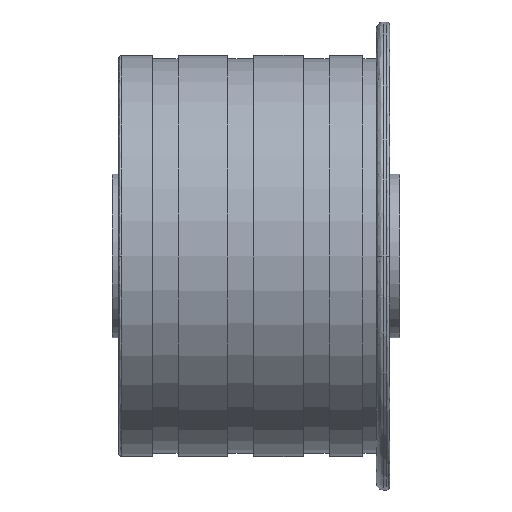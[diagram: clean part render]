
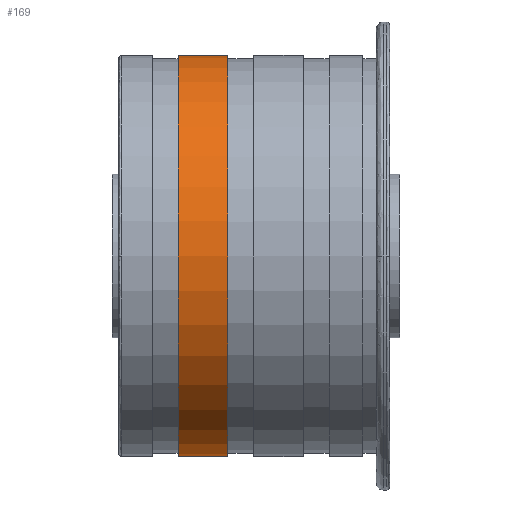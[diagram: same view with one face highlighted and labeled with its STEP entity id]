
A CAD part, left-side view. The second image highlights one B-rep face of the part: STEP entity #169.
In plain terms, the highlighted cylindrical face has radius 30 mm (diameter 60 mm), a partial arc.
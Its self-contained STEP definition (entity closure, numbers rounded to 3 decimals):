
#38 = LINE ( 'NONE', #598, #1270 ) ;
#169 = ADVANCED_FACE ( 'NONE', ( #625 ), #1622, .T. ) ;
#282 = CARTESIAN_POINT ( 'NONE',  ( 0., 33.16, -30. ) ) ;
#326 = VERTEX_POINT ( 'NONE', #519 ) ;
#374 = DIRECTION ( 'NONE',  ( 0., -1., 0. ) ) ;
#470 = DIRECTION ( 'NONE',  ( 0., 0., -1. ) ) ;
#519 = CARTESIAN_POINT ( 'NONE',  ( 0., 25.73, 30. ) ) ;
#529 = EDGE_CURVE ( 'NONE', #326, #1782, #1185, .T. ) ;
#548 = EDGE_LOOP ( 'NONE', ( #1798, #943, #601, #1260 ) ) ;
#557 = LINE ( 'NONE', #282, #737 ) ;
#595 = CIRCLE ( 'NONE', #1681, 30. ) ;
#598 = CARTESIAN_POINT ( 'NONE',  ( 0., 33.16, 30. ) ) ;
#601 = ORIENTED_EDGE ( 'NONE', *, *, #917, .T. ) ;
#625 = FACE_OUTER_BOUND ( 'NONE', #548, .T. ) ;
#651 = CARTESIAN_POINT ( 'NONE',  ( 0., 33.16, -30. ) ) ;
#737 = VECTOR ( 'NONE', #1109, 1000. ) ;
#756 = CARTESIAN_POINT ( 'NONE',  ( 0., 25.73, -30. ) ) ;
#805 = EDGE_CURVE ( 'NONE', #951, #1540, #595, .T. ) ;
#917 = EDGE_CURVE ( 'NONE', #1540, #1782, #557, .T. ) ;
#943 = ORIENTED_EDGE ( 'NONE', *, *, #805, .T. ) ;
#951 = VERTEX_POINT ( 'NONE', #1258 ) ;
#1011 = DIRECTION ( 'NONE',  ( 0., -1., 0. ) ) ;
#1016 = EDGE_CURVE ( 'NONE', #951, #326, #38, .T. ) ;
#1031 = CARTESIAN_POINT ( 'NONE',  ( 0., 25.73, 0. ) ) ;
#1052 = DIRECTION ( 'NONE',  ( 0., 0., -1. ) ) ;
#1109 = DIRECTION ( 'NONE',  ( 0., -1., 0. ) ) ;
#1185 = CIRCLE ( 'NONE', #1365, 30. ) ;
#1258 = CARTESIAN_POINT ( 'NONE',  ( 0., 33.16, 30. ) ) ;
#1260 = ORIENTED_EDGE ( 'NONE', *, *, #529, .F. ) ;
#1270 = VECTOR ( 'NONE', #374, 1000. ) ;
#1321 = CARTESIAN_POINT ( 'NONE',  ( 0., 33.16, 0. ) ) ;
#1365 = AXIS2_PLACEMENT_3D ( 'NONE', #1031, #1011, #1444 ) ;
#1444 = DIRECTION ( 'NONE',  ( 0., 0., -1. ) ) ;
#1457 = DIRECTION ( 'NONE',  ( 0., -1., 0. ) ) ;
#1483 = AXIS2_PLACEMENT_3D ( 'NONE', #1321, #1457, #470 ) ;
#1540 = VERTEX_POINT ( 'NONE', #651 ) ;
#1576 = CARTESIAN_POINT ( 'NONE',  ( 0., 33.16, 0. ) ) ;
#1622 = CYLINDRICAL_SURFACE ( 'NONE', #1483, 30. ) ;
#1681 = AXIS2_PLACEMENT_3D ( 'NONE', #1576, #1731, #1052 ) ;
#1731 = DIRECTION ( 'NONE',  ( 0., -1., 0. ) ) ;
#1782 = VERTEX_POINT ( 'NONE', #756 ) ;
#1798 = ORIENTED_EDGE ( 'NONE', *, *, #1016, .F. ) ;
